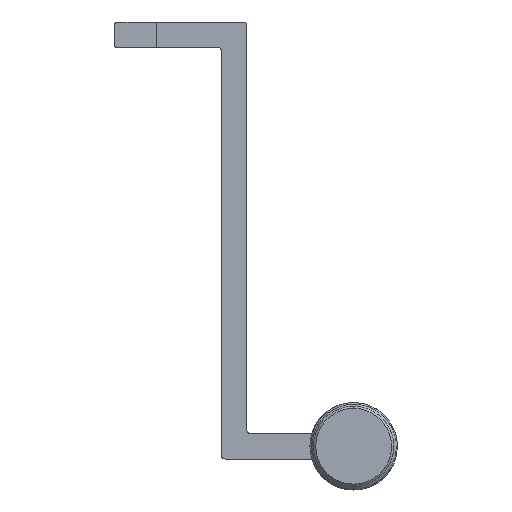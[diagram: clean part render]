
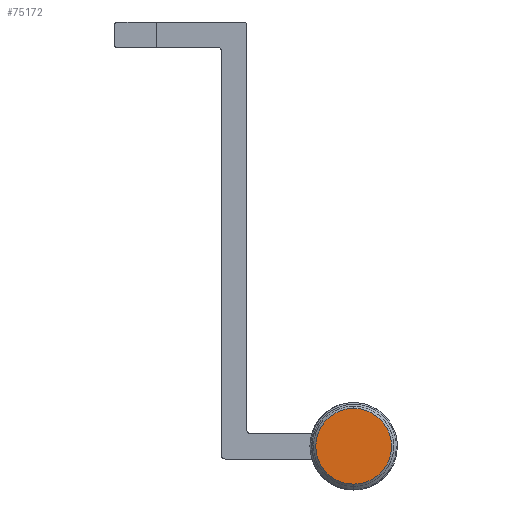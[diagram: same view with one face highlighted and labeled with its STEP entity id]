
A CAD part, front view. The second image highlights one B-rep face of the part: STEP entity #75172.
In plain terms, the highlighted planar face has unit normal (0, -1, 0).
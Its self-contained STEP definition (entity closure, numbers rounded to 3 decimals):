
#433 = DIRECTION ( 'NONE',  ( 0., 0., 1. ) ) ;
#829 = DIRECTION ( 'NONE',  ( 0., -1., 0. ) ) ;
#1311 = CARTESIAN_POINT ( 'NONE',  ( 0., 0., 5.2 ) ) ;
#2241 = PLANE ( 'NONE',  #67358 ) ;
#4836 = DIRECTION ( 'NONE',  ( 0., -1., 0. ) ) ;
#15593 = EDGE_CURVE ( 'NONE', #59299, #61154, #59651, .T. ) ;
#15921 = EDGE_LOOP ( 'NONE', ( #16683, #37885 ) ) ;
#16683 = ORIENTED_EDGE ( 'NONE', *, *, #15593, .T. ) ;
#25172 = CARTESIAN_POINT ( 'NONE',  ( 0., 0., -5.5 ) ) ;
#37885 = ORIENTED_EDGE ( 'NONE', *, *, #78201, .T. ) ;
#37887 = FACE_OUTER_BOUND ( 'NONE', #15921, .T. ) ;
#43034 = DIRECTION ( 'NONE',  ( 0., 0., 1. ) ) ;
#54236 = DIRECTION ( 'NONE',  ( 0., 0., 1. ) ) ;
#54838 = DIRECTION ( 'NONE',  ( 0., 1., 0. ) ) ;
#55791 = AXIS2_PLACEMENT_3D ( 'NONE', #66108, #4836, #54236 ) ;
#58601 = CIRCLE ( 'NONE', #68728, 5.2 ) ;
#59299 = VERTEX_POINT ( 'NONE', #1311 ) ;
#59651 = CIRCLE ( 'NONE', #55791, 5.2 ) ;
#61154 = VERTEX_POINT ( 'NONE', #62231 ) ;
#62231 = CARTESIAN_POINT ( 'NONE',  ( 0., 0., -5.2 ) ) ;
#66108 = CARTESIAN_POINT ( 'NONE',  ( 0., 0., 0. ) ) ;
#66489 = CARTESIAN_POINT ( 'NONE',  ( 0., 0., 0. ) ) ;
#67358 = AXIS2_PLACEMENT_3D ( 'NONE', #25172, #54838, #43034 ) ;
#68728 = AXIS2_PLACEMENT_3D ( 'NONE', #66489, #829, #433 ) ;
#75172 = ADVANCED_FACE ( 'NONE', ( #37887 ), #2241, .F. ) ;
#78201 = EDGE_CURVE ( 'NONE', #61154, #59299, #58601, .T. ) ;
